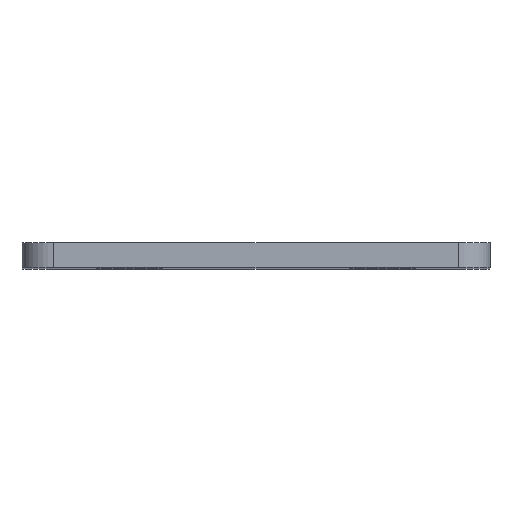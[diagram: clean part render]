
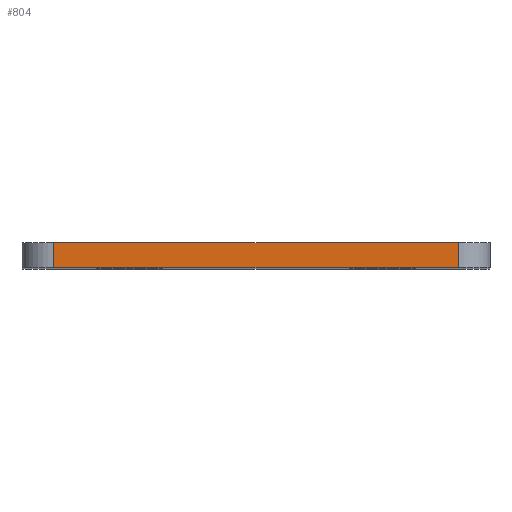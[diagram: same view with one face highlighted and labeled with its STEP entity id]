
A CAD part, top view. The second image highlights one B-rep face of the part: STEP entity #804.
In plain terms, the highlighted planar face has unit normal (0, 0, 1).
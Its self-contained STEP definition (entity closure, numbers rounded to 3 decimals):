
#7 = LINE ( 'NONE', #145, #926 ) ;
#11 = DIRECTION ( 'NONE',  ( 0., 1., 0. ) ) ;
#102 = DIRECTION ( 'NONE',  ( 0., -1., 0. ) ) ;
#127 = LINE ( 'NONE', #841, #674 ) ;
#145 = CARTESIAN_POINT ( 'NONE',  ( 16., 0., 68.5 ) ) ;
#163 = EDGE_CURVE ( 'NONE', #745, #833, #7, .T. ) ;
#218 = EDGE_LOOP ( 'NONE', ( #625, #294, #494, #579 ) ) ;
#238 = VECTOR ( 'NONE', #372, 1000. ) ;
#246 = CARTESIAN_POINT ( 'NONE',  ( 16., 2., 68.5 ) ) ;
#262 = VECTOR ( 'NONE', #918, 1000. ) ;
#294 = ORIENTED_EDGE ( 'NONE', *, *, #163, .T. ) ;
#309 = EDGE_CURVE ( 'NONE', #740, #745, #644, .T. ) ;
#315 = DIRECTION ( 'NONE',  ( 1., 0., 0. ) ) ;
#334 = VERTEX_POINT ( 'NONE', #760 ) ;
#372 = DIRECTION ( 'NONE',  ( 1., 0., 0. ) ) ;
#441 = CARTESIAN_POINT ( 'NONE',  ( -18.5, 2., 68.5 ) ) ;
#449 = CARTESIAN_POINT ( 'NONE',  ( -16., 0., 68.5 ) ) ;
#461 = FACE_OUTER_BOUND ( 'NONE', #218, .T. ) ;
#494 = ORIENTED_EDGE ( 'NONE', *, *, #692, .F. ) ;
#579 = ORIENTED_EDGE ( 'NONE', *, *, #591, .T. ) ;
#591 = EDGE_CURVE ( 'NONE', #334, #740, #127, .T. ) ;
#625 = ORIENTED_EDGE ( 'NONE', *, *, #309, .T. ) ;
#644 = LINE ( 'NONE', #837, #262 ) ;
#673 = DIRECTION ( 'NONE',  ( 0., 0., 1. ) ) ;
#674 = VECTOR ( 'NONE', #102, 1000. ) ;
#679 = PLANE ( 'NONE',  #764 ) ;
#692 = EDGE_CURVE ( 'NONE', #334, #833, #790, .T. ) ;
#740 = VERTEX_POINT ( 'NONE', #449 ) ;
#744 = CARTESIAN_POINT ( 'NONE',  ( -18.5, 0., 68.5 ) ) ;
#745 = VERTEX_POINT ( 'NONE', #869 ) ;
#760 = CARTESIAN_POINT ( 'NONE',  ( -16., 2., 68.5 ) ) ;
#764 = AXIS2_PLACEMENT_3D ( 'NONE', #744, #673, #315 ) ;
#790 = LINE ( 'NONE', #441, #238 ) ;
#804 = ADVANCED_FACE ( 'NONE', ( #461 ), #679, .T. ) ;
#833 = VERTEX_POINT ( 'NONE', #246 ) ;
#837 = CARTESIAN_POINT ( 'NONE',  ( -18.5, 0., 68.5 ) ) ;
#841 = CARTESIAN_POINT ( 'NONE',  ( -16., 0., 68.5 ) ) ;
#869 = CARTESIAN_POINT ( 'NONE',  ( 16., 0., 68.5 ) ) ;
#918 = DIRECTION ( 'NONE',  ( 1., 0., 0. ) ) ;
#926 = VECTOR ( 'NONE', #11, 1000. ) ;
